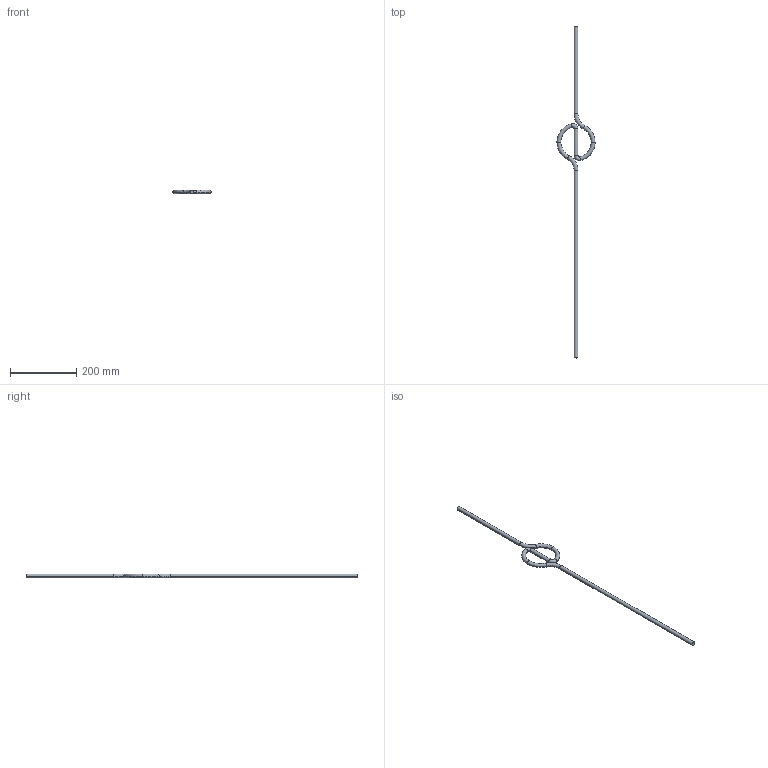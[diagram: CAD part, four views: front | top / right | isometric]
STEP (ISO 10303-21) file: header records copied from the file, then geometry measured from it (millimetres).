
FILE_DESCRIPTION (( 'STEP AP203' ), '1' );
FILE_NAME ('18310-240.step', '2015-09-17T14:52:32', ( '' ), ( '' ), 'SwSTEP 2.0', 'SolidWorks 2015', '' );
FILE_SCHEMA (( 'CONFIG_CONTROL_DESIGN' ));
Length unit declared in the file: millimetre
Products named in the file (1): 18310-240
Bounding box: 115 x 1000 x 12 mm (x, y, z)
Volume: 146141.9 mm3; surface area: 48964 mm2
Topology: 1 solids, 1 shells, 137 faces, 352 edges, 228 vertices
Faces by surface type: plane 67, bspline 48, torus 16, cylinder 6
Entity records: 6483 total; most frequent: CARTESIAN_POINT 3374, ORIENTED_EDGE 704, DIRECTION 476, EDGE_CURVE 352, VERTEX_POINT 228, VECTOR 216, LINE 216, EDGE_LOOP 148
